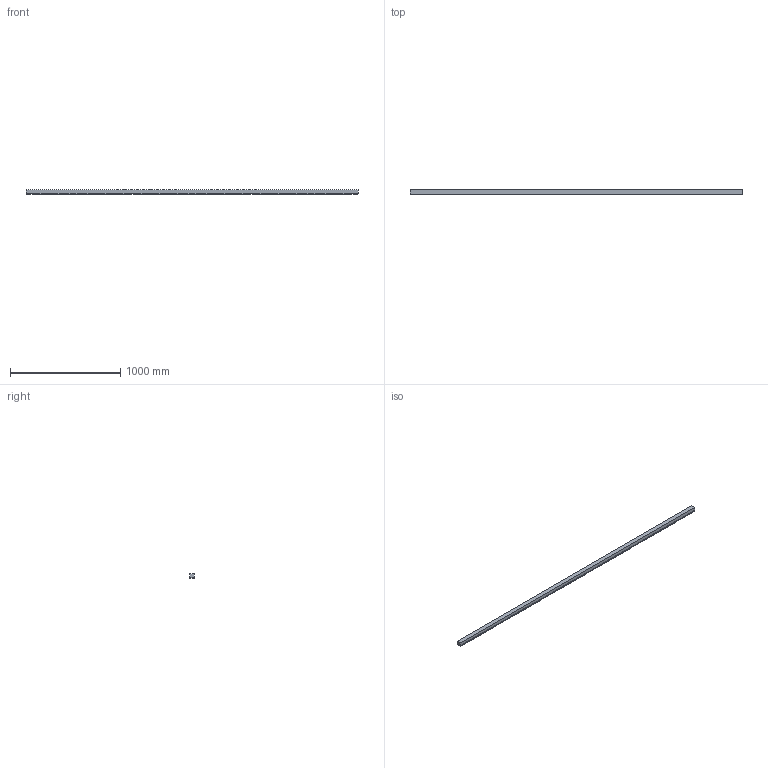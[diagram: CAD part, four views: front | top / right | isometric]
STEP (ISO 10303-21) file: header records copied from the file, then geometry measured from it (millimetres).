
FILE_DESCRIPTION(('STEP AP214'),'1');
FILE_NAME('146-040-030.stp','2017-10-09T07:40:46',('TraceParts'),('TraceParts S.A.'),'Spatial InterOp 3D',' ',' ');
FILE_SCHEMA(('automotive_design'));
Length unit declared in the file: millimetre
Products named in the file (1): 146-040-030
Bounding box: 3015.2 x 40 x 39.7 mm (x, y, z)
Volume: 4276975.2 mm3; surface area: 578516.3 mm2
Topology: 1 solids, 1 shells, 966 faces, 2892 edges, 1928 vertices
Faces by surface type: plane 966
Entity records: 39589 total; most frequent: CARTESIAN_POINT 5787, ORIENTED_EDGE 5784, DIRECTION 4826, EDGE_CURVE 2892, LINE 2892, VECTOR 2892, VERTEX_POINT 1928, STYLED_ITEM 967
